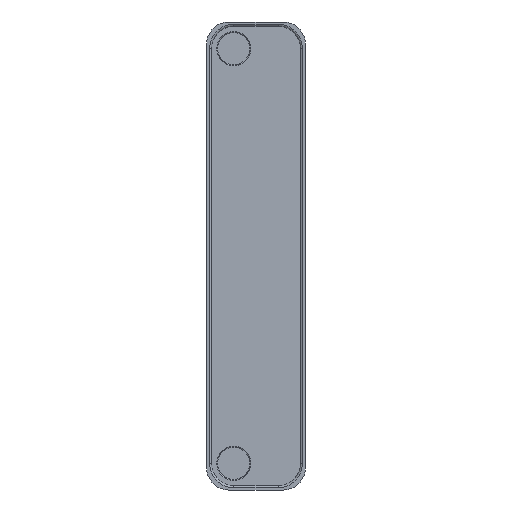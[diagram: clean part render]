
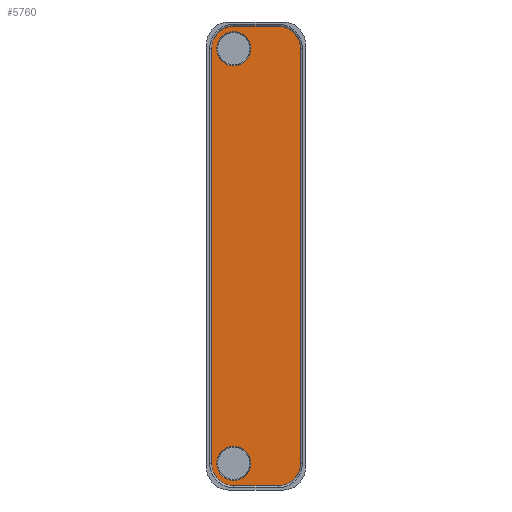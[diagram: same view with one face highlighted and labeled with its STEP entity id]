
A CAD part, front view. The second image highlights one B-rep face of the part: STEP entity #5760.
In plain terms, the highlighted planar face has unit normal (0, -1, 0).
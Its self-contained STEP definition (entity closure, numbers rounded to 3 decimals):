
#5161=CARTESIAN_POINT('',(-24.85,0.,-233.1));
#5162=DIRECTION('',(0.,1.,0.));
#5163=DIRECTION('',(0.,0.,-1.));
#5164=AXIS2_PLACEMENT_3D('',#5161,#5162,#5163);
#5166=DIRECTION('',(0.,0.,1.));
#5167=VECTOR('',#5166,466.2);
#5168=CARTESIAN_POINT('',(-49.95,0.,-233.1));
#5169=LINE('',#5168,#5167);
#5170=CARTESIAN_POINT('',(-24.85,0.,233.1));
#5171=DIRECTION('',(0.,1.,0.));
#5172=DIRECTION('',(-1.,0.,0.));
#5173=AXIS2_PLACEMENT_3D('',#5170,#5171,#5172);
#5175=DIRECTION('',(1.,0.,0.));
#5176=VECTOR('',#5175,49.7);
#5177=CARTESIAN_POINT('',(-24.85,0.,258.2));
#5178=LINE('',#5177,#5176);
#5179=CARTESIAN_POINT('',(24.85,0.,233.1));
#5180=DIRECTION('',(0.,1.,0.));
#5181=DIRECTION('',(0.,0.,1.));
#5182=AXIS2_PLACEMENT_3D('',#5179,#5180,#5181);
#5184=DIRECTION('',(0.,0.,-1.));
#5185=VECTOR('',#5184,466.2);
#5186=CARTESIAN_POINT('',(49.95,0.,233.1));
#5187=LINE('',#5186,#5185);
#5188=CARTESIAN_POINT('',(24.85,0.,-233.1));
#5189=DIRECTION('',(0.,1.,0.));
#5190=DIRECTION('',(1.,0.,0.));
#5191=AXIS2_PLACEMENT_3D('',#5188,#5189,#5190);
#5193=DIRECTION('',(-1.,0.,0.));
#5194=VECTOR('',#5193,49.7);
#5195=CARTESIAN_POINT('',(24.85,0.,-258.2));
#5196=LINE('',#5195,#5194);
#5197=CARTESIAN_POINT('',(-25.,0.,-233.));
#5198=DIRECTION('',(0.,1.,0.));
#5199=DIRECTION('',(-1.,0.,0.));
#5200=AXIS2_PLACEMENT_3D('',#5197,#5198,#5199);
#5202=CARTESIAN_POINT('',(-25.,0.,-233.));
#5203=DIRECTION('',(0.,1.,0.));
#5204=DIRECTION('',(1.,0.,0.));
#5205=AXIS2_PLACEMENT_3D('',#5202,#5203,#5204);
#5207=CARTESIAN_POINT('',(-25.,0.,233.));
#5208=DIRECTION('',(0.,1.,0.));
#5209=DIRECTION('',(1.,0.,0.));
#5210=AXIS2_PLACEMENT_3D('',#5207,#5208,#5209);
#5212=CARTESIAN_POINT('',(-25.,0.,233.));
#5213=DIRECTION('',(0.,1.,0.));
#5214=DIRECTION('',(-1.,0.,0.));
#5215=AXIS2_PLACEMENT_3D('',#5212,#5213,#5214);
#5613=CARTESIAN_POINT('',(-24.85,0.,-258.2));
#5614=CARTESIAN_POINT('',(-49.95,0.,-233.1));
#5615=VERTEX_POINT('',#5613);
#5616=VERTEX_POINT('',#5614);
#5617=CARTESIAN_POINT('',(-49.95,0.,233.1));
#5618=VERTEX_POINT('',#5617);
#5619=CARTESIAN_POINT('',(-24.85,0.,258.2));
#5620=VERTEX_POINT('',#5619);
#5621=CARTESIAN_POINT('',(24.85,0.,258.2));
#5622=VERTEX_POINT('',#5621);
#5623=CARTESIAN_POINT('',(49.95,0.,233.1));
#5624=VERTEX_POINT('',#5623);
#5625=CARTESIAN_POINT('',(49.95,0.,-233.1));
#5626=VERTEX_POINT('',#5625);
#5627=CARTESIAN_POINT('',(24.85,0.,-258.2));
#5628=VERTEX_POINT('',#5627);
#5677=CARTESIAN_POINT('',(-44.1,0.,-233.));
#5678=CARTESIAN_POINT('',(-5.9,0.,-233.));
#5679=VERTEX_POINT('',#5677);
#5680=VERTEX_POINT('',#5678);
#5685=CARTESIAN_POINT('',(-5.9,0.,233.));
#5686=CARTESIAN_POINT('',(-44.1,0.,233.));
#5687=VERTEX_POINT('',#5685);
#5688=VERTEX_POINT('',#5686);
#5725=CARTESIAN_POINT('',(0.,0.,0.));
#5726=DIRECTION('',(0.,1.,0.));
#5727=DIRECTION('',(1.,0.,0.));
#5728=AXIS2_PLACEMENT_3D('',#5725,#5726,#5727);
#5729=PLANE('',#5728);
#5731=ORIENTED_EDGE('',*,*,#5730,.T.);
#5733=ORIENTED_EDGE('',*,*,#5732,.T.);
#5735=ORIENTED_EDGE('',*,*,#5734,.T.);
#5737=ORIENTED_EDGE('',*,*,#5736,.T.);
#5739=ORIENTED_EDGE('',*,*,#5738,.T.);
#5741=ORIENTED_EDGE('',*,*,#5740,.T.);
#5743=ORIENTED_EDGE('',*,*,#5742,.T.);
#5745=ORIENTED_EDGE('',*,*,#5744,.T.);
#5746=EDGE_LOOP('',(#5731,#5733,#5735,#5737,#5739,#5741,#5743,#5745));
#5747=FACE_OUTER_BOUND('',#5746,.F.);
#5749=ORIENTED_EDGE('',*,*,#5748,.F.);
#5751=ORIENTED_EDGE('',*,*,#5750,.F.);
#5752=EDGE_LOOP('',(#5749,#5751));
#5753=FACE_BOUND('',#5752,.F.);
#5755=ORIENTED_EDGE('',*,*,#5754,.F.);
#5757=ORIENTED_EDGE('',*,*,#5756,.F.);
#5758=EDGE_LOOP('',(#5755,#5757));
#5759=FACE_BOUND('',#5758,.F.);
#5760=ADVANCED_FACE('',(#5747,#5753,#5759),#5729,.F.);
#5165=CIRCLE('',#5164,25.1);
#5174=CIRCLE('',#5173,25.1);
#5183=CIRCLE('',#5182,25.1);
#5192=CIRCLE('',#5191,25.1);
#5201=CIRCLE('',#5200,19.1);
#5206=CIRCLE('',#5205,19.1);
#5211=CIRCLE('',#5210,19.1);
#5216=CIRCLE('',#5215,19.1);
#5730=EDGE_CURVE('',#5615,#5616,#5165,.T.);
#5732=EDGE_CURVE('',#5616,#5618,#5169,.T.);
#5734=EDGE_CURVE('',#5618,#5620,#5174,.T.);
#5736=EDGE_CURVE('',#5620,#5622,#5178,.T.);
#5738=EDGE_CURVE('',#5622,#5624,#5183,.T.);
#5740=EDGE_CURVE('',#5624,#5626,#5187,.T.);
#5742=EDGE_CURVE('',#5626,#5628,#5192,.T.);
#5744=EDGE_CURVE('',#5628,#5615,#5196,.T.);
#5748=EDGE_CURVE('',#5679,#5680,#5201,.T.);
#5750=EDGE_CURVE('',#5680,#5679,#5206,.T.);
#5754=EDGE_CURVE('',#5687,#5688,#5211,.T.);
#5756=EDGE_CURVE('',#5688,#5687,#5216,.T.);
